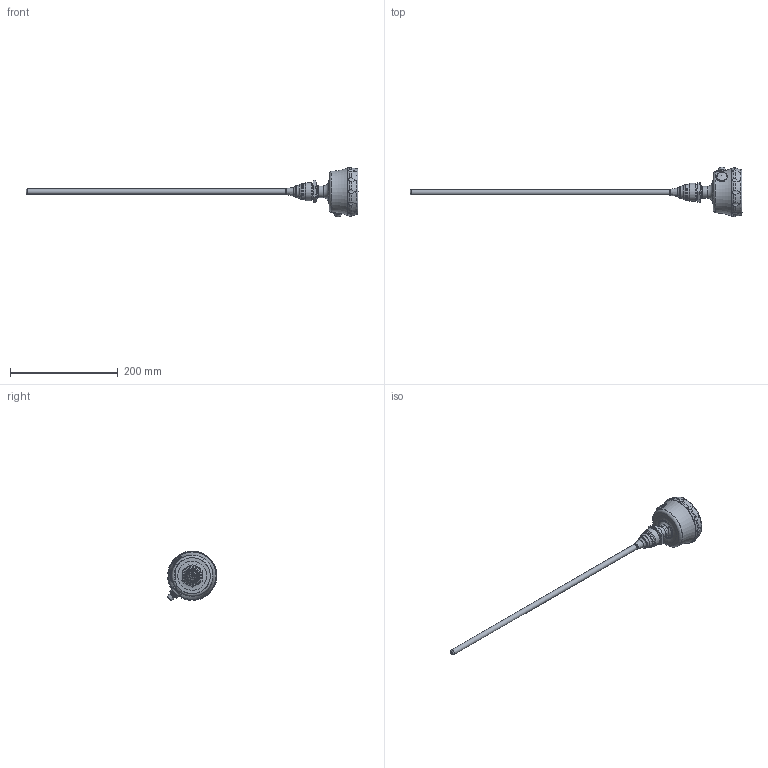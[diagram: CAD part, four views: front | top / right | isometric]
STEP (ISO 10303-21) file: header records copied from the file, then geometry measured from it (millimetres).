
FILE_DESCRIPTION(/* description */ ('Unknown'),/* implementation_level */ '2;1');
FILE_NAME(/* name */ 'PLP70H-60050004x.D111A040.3xxx',/* time_stamp */ '2024-02-23T08:55:58+01:00',/* author */ ('Unknown'),/* organization */ ('Baumer'),/* preprocessor_version */ 'ST-DEVELOPER v16.7',/* originating_system */ 'Solid Edge',/* authorisation */ 'Unknown');
FILE_SCHEMA (('AUTOMOTIVE_DESIGN {1 0 10303 214 3 1 1}'));
Length unit declared in the file: millimetre
Products named in the file (1): Part2
Bounding box: 614.92 x 92.14 x 92.14 mm (x, y, z)
Volume: 149245 mm3; surface area: 86743 mm2
Topology: 2 solids, 13 shells, 660 faces, 1746 edges, 1154 vertices
Faces by surface type: plane 314, cylinder 164, cone 89, torus 71, bspline 22
Full cylindrical faces by diameter (mm): 1.64 x5, 1.9 x1, 3.4 x2, 7 x1, 10 x5, 10.5 x1, 11 x1, 11.5 x1, 11.741 x1, 12 x1, 13.8 x1, 14 x1, 14.5 x1, 15.85 x3, 16 x9, 17 x1, 18.36 x1, 18.9 x1, 19.5 x1, 20 x3, 20.8 x3, 21 x3, 22 x1, 22.7 x1, 29.96 x1, 30 x2, 33.249 x1, 40 x1, 75 x1, 76 x1
Entity records: 27060 total; most frequent: CARTESIAN_POINT 7684, ORIENTED_EDGE 3006, DIRECTION 2860, EDGE_CURVE 1503, AXIS2_PLACEMENT_3D 1124, VERTEX_POINT 1070, FACE_BOUND 889, EDGE_LOOP 886
